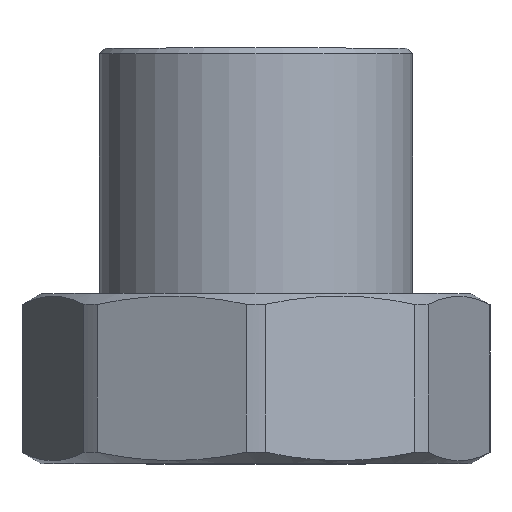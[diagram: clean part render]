
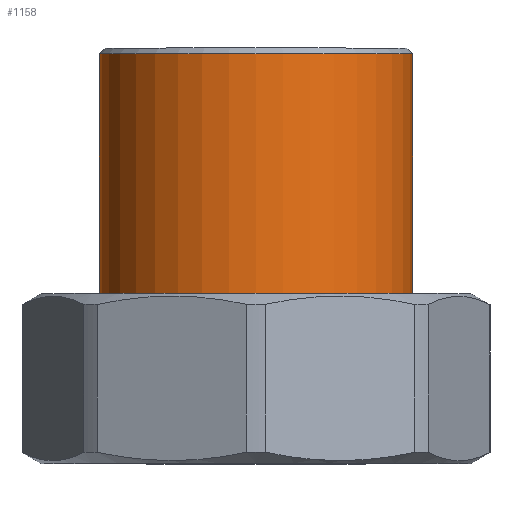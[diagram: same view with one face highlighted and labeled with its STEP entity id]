
A CAD part, top view. The second image highlights one B-rep face of the part: STEP entity #1158.
In plain terms, the highlighted cylindrical face has radius 16.4 mm (diameter 32.8 mm), a partial arc.
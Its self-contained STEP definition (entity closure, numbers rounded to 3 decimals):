
#5 = EDGE_LOOP ( 'NONE', ( #291, #2854, #1971, #2746 ) ) ;
#236 = VECTOR ( 'NONE', #2775, 1000. ) ;
#291 = ORIENTED_EDGE ( 'NONE', *, *, #354, .T. ) ;
#354 = EDGE_CURVE ( 'NONE', #2642, #1444, #1215, .T. ) ;
#498 = DIRECTION ( 'NONE',  ( 0., -1., 0. ) ) ;
#651 = FACE_OUTER_BOUND ( 'NONE', #5, .T. ) ;
#767 = CARTESIAN_POINT ( 'NONE',  ( 0., 27., 0. ) ) ;
#989 = CARTESIAN_POINT ( 'NONE',  ( 0., 0., 16.4 ) ) ;
#996 = DIRECTION ( 'NONE',  ( 0., 0., -1. ) ) ;
#1049 = CARTESIAN_POINT ( 'NONE',  ( 0., 27., -16.4 ) ) ;
#1158 = ADVANCED_FACE ( 'NONE', ( #651 ), #1321, .T. ) ;
#1215 = CIRCLE ( 'NONE', #1899, 16.4 ) ;
#1242 = VERTEX_POINT ( 'NONE', #1428 ) ;
#1321 = CYLINDRICAL_SURFACE ( 'NONE', #1877, 16.4 ) ;
#1338 = DIRECTION ( 'NONE',  ( 0., 0., -1. ) ) ;
#1401 = EDGE_CURVE ( 'NONE', #1444, #1242, #2086, .T. ) ;
#1428 = CARTESIAN_POINT ( 'NONE',  ( 0., 0.6, 16.4 ) ) ;
#1444 = VERTEX_POINT ( 'NONE', #1772 ) ;
#1448 = CARTESIAN_POINT ( 'NONE',  ( 0., 0., -16.4 ) ) ;
#1485 = AXIS2_PLACEMENT_3D ( 'NONE', #1850, #498, #2066 ) ;
#1517 = CARTESIAN_POINT ( 'NONE',  ( 0., 0.6, -16.4 ) ) ;
#1652 = EDGE_CURVE ( 'NONE', #2642, #1773, #2791, .T. ) ;
#1772 = CARTESIAN_POINT ( 'NONE',  ( 0., 27., 16.4 ) ) ;
#1773 = VERTEX_POINT ( 'NONE', #1517 ) ;
#1850 = CARTESIAN_POINT ( 'NONE',  ( 0., 0.6, 0. ) ) ;
#1877 = AXIS2_PLACEMENT_3D ( 'NONE', #2675, #2458, #1338 ) ;
#1899 = AXIS2_PLACEMENT_3D ( 'NONE', #767, #2333, #996 ) ;
#1971 = ORIENTED_EDGE ( 'NONE', *, *, #2311, .F. ) ;
#2043 = VECTOR ( 'NONE', #2785, 1000. ) ;
#2066 = DIRECTION ( 'NONE',  ( 0., 0., -1. ) ) ;
#2086 = LINE ( 'NONE', #989, #236 ) ;
#2311 = EDGE_CURVE ( 'NONE', #1773, #1242, #2396, .T. ) ;
#2333 = DIRECTION ( 'NONE',  ( 0., -1., 0. ) ) ;
#2396 = CIRCLE ( 'NONE', #1485, 16.4 ) ;
#2458 = DIRECTION ( 'NONE',  ( 0., -1., 0. ) ) ;
#2642 = VERTEX_POINT ( 'NONE', #1049 ) ;
#2675 = CARTESIAN_POINT ( 'NONE',  ( 0., 0., 0. ) ) ;
#2746 = ORIENTED_EDGE ( 'NONE', *, *, #1652, .F. ) ;
#2775 = DIRECTION ( 'NONE',  ( 0., -1., 0. ) ) ;
#2785 = DIRECTION ( 'NONE',  ( 0., -1., 0. ) ) ;
#2791 = LINE ( 'NONE', #1448, #2043 ) ;
#2854 = ORIENTED_EDGE ( 'NONE', *, *, #1401, .T. ) ;
